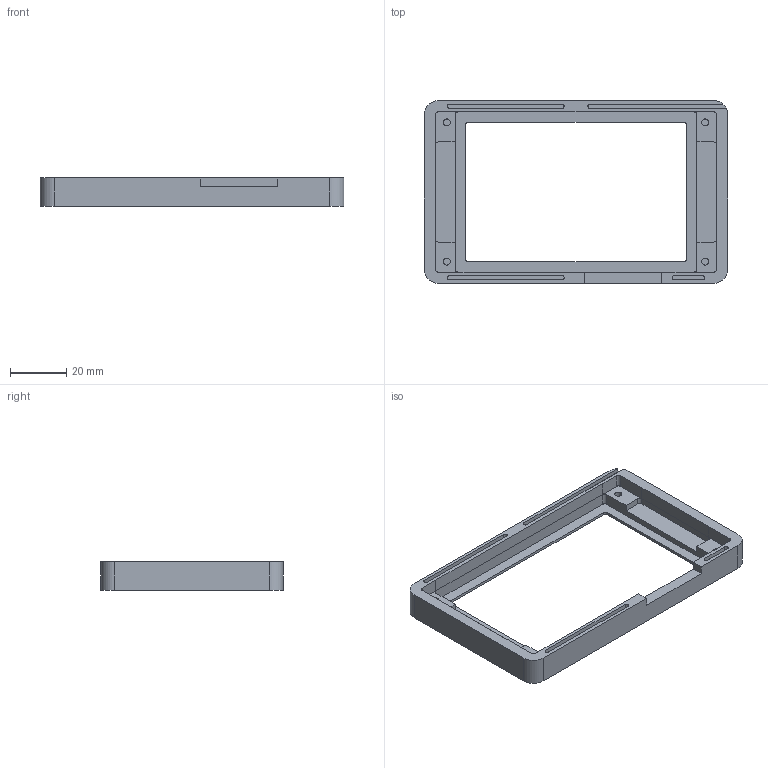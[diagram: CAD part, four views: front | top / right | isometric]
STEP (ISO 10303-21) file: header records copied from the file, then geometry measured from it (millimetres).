
FILE_DESCRIPTION(('FreeCAD Model'),'2;1');
FILE_NAME('Open CASCADE Shape Model','2024-04-20T23:29:16',(''),(''), 'Open CASCADE STEP processor 7.6','FreeCAD','Unknown');
FILE_SCHEMA(('AUTOMOTIVE_DESIGN { 1 0 10303 214 1 1 1 1 }'));
Length unit declared in the file: millimetre
Products named in the file (7): Front_Part; LCS_Origin; Body; LCS_Top; LCS_Right; LCS_Cover; LCS_Bottom
Assembly tree (6 placements, depth 2):
  Front_Part
    LCS_Origin
    Body
    LCS_Top
    LCS_Right
    LCS_Cover
    LCS_Bottom
Bounding box: 108 x 65 x 10 mm (x, y, z)
Volume: 16335.2 mm3; surface area: 12986.9 mm2
Topology: 1 solids, 1 shells, 89 faces, 224 edges, 144 vertices
Faces by surface type: plane 58, cylinder 31
Full cylindrical faces by diameter (mm): 2.5 x4
Entity records: 2790 total; most frequent: DIRECTION 480, CARTESIAN_POINT 464, ORIENTED_EDGE 448, EDGE_CURVE 224, AXIS2_PLACEMENT_3D 160, LINE 160, VECTOR 160, VERTEX_POINT 144
